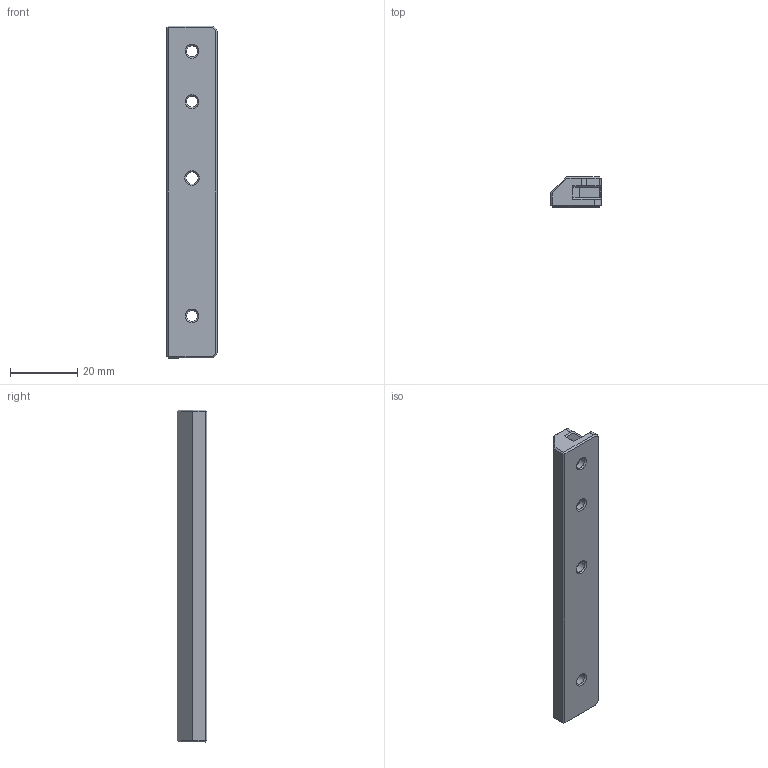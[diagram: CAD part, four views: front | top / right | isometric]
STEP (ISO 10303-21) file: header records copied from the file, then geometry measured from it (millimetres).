
FILE_DESCRIPTION(/* description */ ('','CAx-IF Rec.Pracs.---Representation and Presentation of Product Manufacturing Information (PMI)---4.0---2014-10-13'),/* implementation_level */ '2;1');
FILE_NAME(/* name */ 'top_hat_rear_brace.step',/* time_stamp */ '2025-02-08T09:34:44-06:00',/* author */ (''),/* organization */ (''),/* preprocessor_version */ 'ST-DEVELOPER v20',/* originating_system */ 'Autodesk Translation Framework v13.20.0.188',/* authorisation */ '');
FILE_SCHEMA (('AP242_MANAGED_MODEL_BASED_3D_ENGINEERING_MIM_LF { 1 0 10303 442 1 1 4 }'));
Length unit declared in the file: millimetre
Products named in the file (3): (Unsaved); tophat_hinge_upper_left; Component2
Assembly tree (2 placements, depth 3):
  (Unsaved)
    tophat_hinge_upper_left
      Component2
Bounding box: 15 x 8.8 x 98.7 mm (x, y, z)
Volume: 9649.7 mm3; surface area: 5912.8 mm2
Topology: 1 solids, 1 shells, 83 faces, 230 edges, 142 vertices
Faces by surface type: plane 47, cone 20, cylinder 16
Full cylindrical faces by diameter (mm): 3.3 x3, 3.6 x1
Entity records: 2785 total; most frequent: CARTESIAN_POINT 517, DIRECTION 472, ORIENTED_EDGE 460, EDGE_CURVE 230, AXIS2_PLACEMENT_3D 161, LINE 150, VECTOR 150, VERTEX_POINT 142
